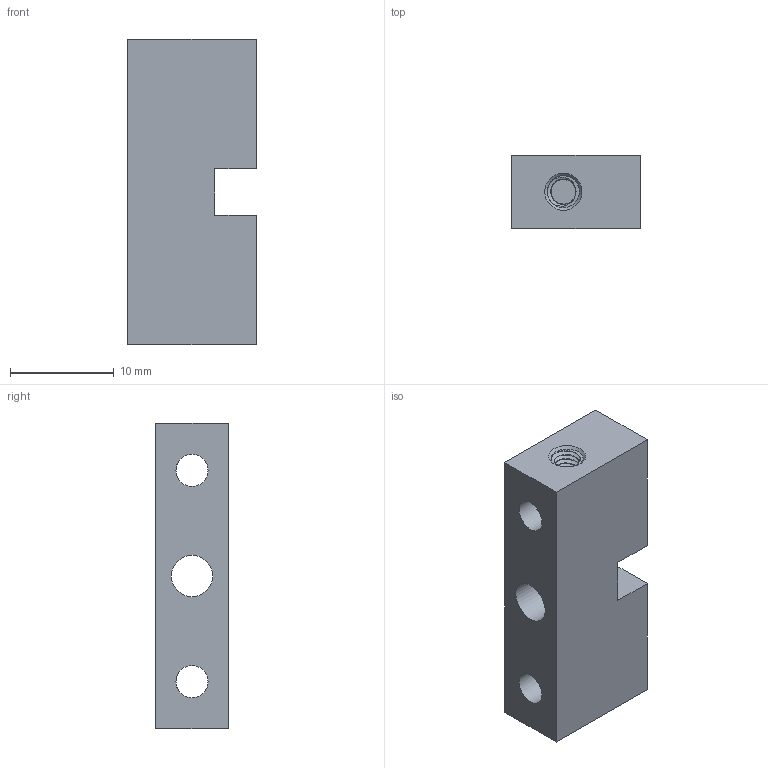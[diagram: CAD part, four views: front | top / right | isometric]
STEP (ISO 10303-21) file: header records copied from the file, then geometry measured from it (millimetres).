
FILE_DESCRIPTION(/* description */ (''),/* implementation_level */ '2;1');
FILE_NAME(/* name */ 'translationalstage_beam1_mk1.stp',/* time_stamp */ '2024-10-03T11:18:23+02:00',/* author */ ('Rik'),/* organization */ (''),/* preprocessor_version */ 'ST-DEVELOPER v19.2',/* originating_system */ 'Autodesk Inventor 2024',/* authorisation */ '');
FILE_SCHEMA (('AUTOMOTIVE_DESIGN { 1 0 10303 214 3 1 1 }'));
Length unit declared in the file: millimetre
Products named in the file (1): translationalstages_beam1_mk1
Bounding box: 12.4 x 7 x 29.48 mm (x, y, z)
Volume: 2053.7 mm3; surface area: 1746.6 mm2
Topology: 1 solids, 1 shells, 47 faces, 119 edges, 78 vertices
Faces by surface type: cylinder 19, plane 18, bspline 6, cone 4
Full cylindrical faces by diameter (mm): 2 x2, 3.08 x6, 3.1 x2, 4 x3
Entity records: 12439 total; most frequent: CARTESIAN_POINT 11317, ORIENTED_EDGE 238, DIRECTION 183, EDGE_CURVE 119, VERTEX_POINT 78, AXIS2_PLACEMENT_3D 68, EDGE_LOOP 61, FACE_OUTER_BOUND 47
